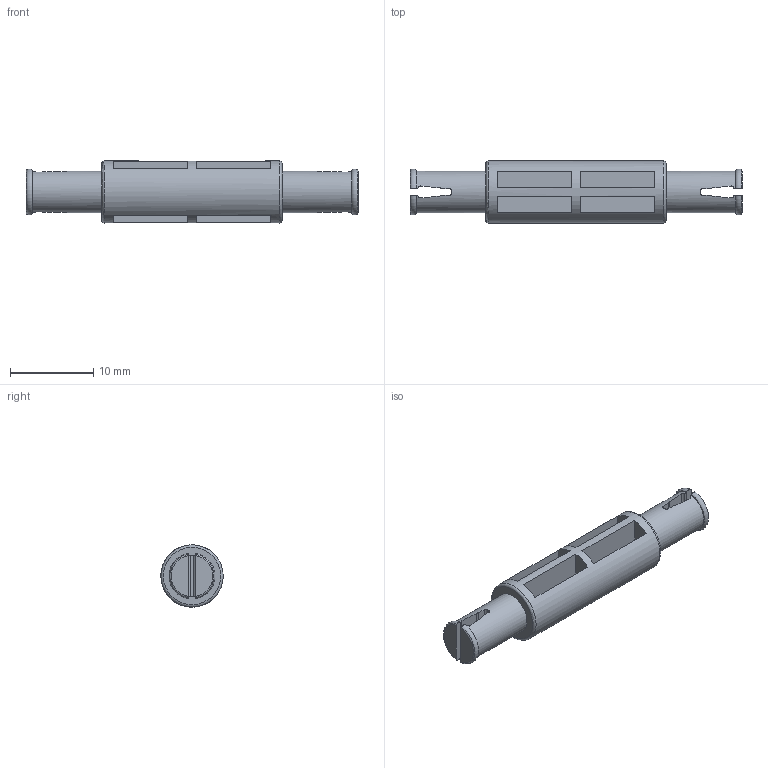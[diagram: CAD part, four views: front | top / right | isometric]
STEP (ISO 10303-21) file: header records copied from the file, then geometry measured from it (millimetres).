
FILE_DESCRIPTION(/* description */ (''),/* implementation_level */ '2;1');
FILE_NAME(/* name */ 'RB2.stp',/* time_stamp */ '2019-03-11T15:18:34+01:00',/* author */ ('Varga Daniel'),/* organization */ (''),/* preprocessor_version */ 'ST-DEVELOPER v17.2',/* originating_system */ 'Autodesk Inventor 2019',/* authorisation */ '');
FILE_SCHEMA (('AUTOMOTIVE_DESIGN { 1 0 10303 214 3 1 1 }'));
Length unit declared in the file: millimetre
Products named in the file (1): RB2
Bounding box: 40 x 7.5 x 7.5 mm (x, y, z)
Volume: 856.9 mm3; surface area: 1443.5 mm2
Topology: 1 solids, 1 shells, 93 faces, 249 edges, 168 vertices
Faces by surface type: plane 64, cylinder 19, torus 10
Full cylindrical faces by diameter (mm): 5 x2, 7.5 x1
Entity records: 3388 total; most frequent: CARTESIAN_POINT 939, ORIENTED_EDGE 498, DIRECTION 451, EDGE_CURVE 249, VERTEX_POINT 168, AXIS2_PLACEMENT_3D 156, LINE 139, VECTOR 139
